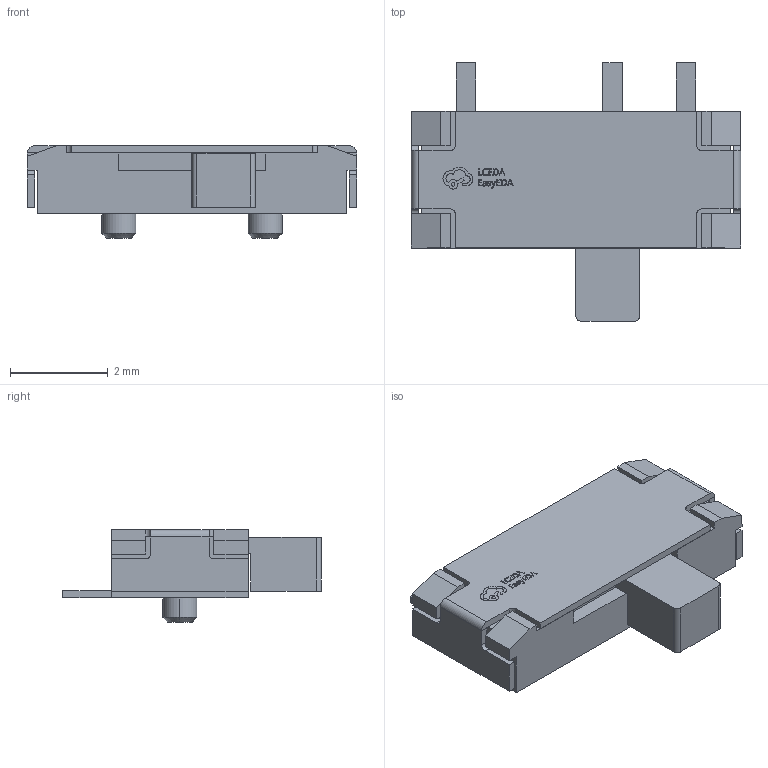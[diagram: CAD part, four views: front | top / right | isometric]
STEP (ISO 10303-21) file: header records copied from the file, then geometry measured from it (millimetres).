
FILE_DESCRIPTION (( 'STEP AP214' ), '1' );
FILE_NAME ('SW-SMD_MS-1290N.STEP', '2023-11-05T16:37:02', ( '微软用户' ), ( '微软中国' ), 'SwSTEP 2.0', 'SolidWorks 2020', '' );
FILE_SCHEMA (( 'AUTOMOTIVE_DESIGN' ));
Length unit declared in the file: millimetre
Products named in the file (1): SW-SMD_MS-1290N
Bounding box: 6.75 x 5.3 x 1.9 mm (x, y, z)
Volume: 28.1 mm3; surface area: 124.7 mm2
Topology: 20 solids, 20 shells, 356 faces, 935 edges, 622 vertices
Faces by surface type: plane 238, bspline 98, cylinder 16, cone 4
Entity records: 15388 total; most frequent: CARTESIAN_POINT 3220, ORIENTED_EDGE 1870, DIRECTION 1289, EDGE_CURVE 935, VECTOR 699, LINE 699, VERTEX_POINT 622, EDGE_LOOP 371
